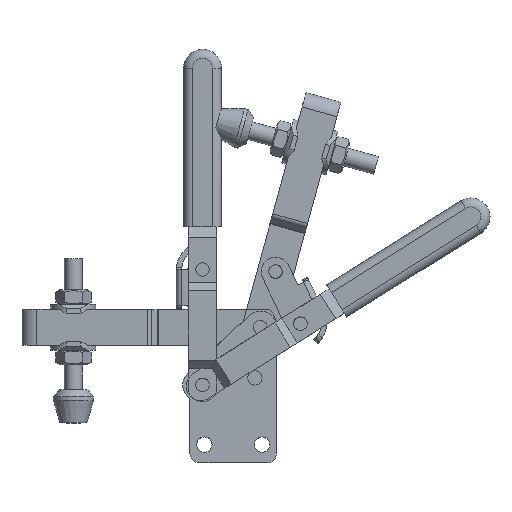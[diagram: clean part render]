
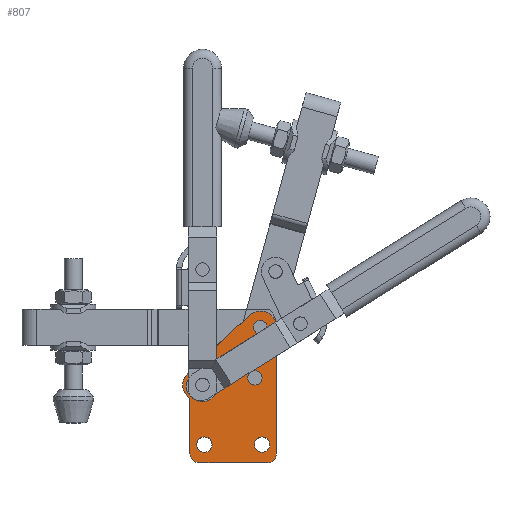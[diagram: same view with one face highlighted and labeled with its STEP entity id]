
A CAD part, top view. The second image highlights one B-rep face of the part: STEP entity #807.
In plain terms, the highlighted planar face has unit normal (0, 0, 1).
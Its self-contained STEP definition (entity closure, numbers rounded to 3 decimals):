
#598=CARTESIAN_POINT('',(27.921,37.812,7.5));
#599=DIRECTION('',(0.0,0.0,1.0));
#600=DIRECTION('',(1.0,0.0,0.0));
#601=AXIS2_PLACEMENT_3D('',#598,#599,#600);
#602=PLANE('',#601);
#603=CARTESIAN_POINT('',(9.482,53.993,7.5));
#604=VERTEX_POINT('',#603);
#605=CARTESIAN_POINT('',(3.548,53.993,7.5));
#606=VERTEX_POINT('',#605);
#607=CARTESIAN_POINT('',(9.482,53.993,7.5));
#608=DIRECTION('',(-1.0,0.0,0.0));
#609=VECTOR('',#608,5.934);
#610=LINE('',#607,#609);
#611=EDGE_CURVE('',#604,#606,#610,.T.);
#612=ORIENTED_EDGE('',*,*,#611,.F.);
#613=CARTESIAN_POINT('',(12.071,55.614,7.5));
#614=VERTEX_POINT('',#613);
#615=CARTESIAN_POINT('',(12.071,55.614,7.5));
#616=DIRECTION('',(-0.848,-0.531,0.0));
#617=VECTOR('',#616,3.056);
#618=LINE('',#615,#617);
#619=EDGE_CURVE('',#614,#604,#618,.T.);
#620=ORIENTED_EDGE('',*,*,#619,.F.);
#621=CARTESIAN_POINT('',(13.087,53.993,7.5));
#622=VERTEX_POINT('',#621);
#623=CARTESIAN_POINT('',(13.087,53.993,7.5));
#624=DIRECTION('',(-0.531,0.848,0.0));
#625=VECTOR('',#624,1.913);
#626=LINE('',#623,#625);
#627=EDGE_CURVE('',#622,#614,#626,.T.);
#628=ORIENTED_EDGE('',*,*,#627,.F.);
#629=CARTESIAN_POINT('',(15.,53.993,7.5));
#630=VERTEX_POINT('',#629);
#631=CARTESIAN_POINT('',(15.,53.993,7.5));
#632=DIRECTION('',(-1.0,0.0,0.0));
#633=VECTOR('',#632,1.913);
#634=LINE('',#631,#633);
#635=EDGE_CURVE('',#630,#622,#634,.T.);
#636=ORIENTED_EDGE('',*,*,#635,.F.);
#637=CARTESIAN_POINT('',(15.,50.937,7.5));
#638=VERTEX_POINT('',#637);
#639=CARTESIAN_POINT('',(15.,50.937,7.5));
#640=DIRECTION('',(0.0,1.0,0.0));
#641=VECTOR('',#640,3.056);
#642=LINE('',#639,#641);
#643=EDGE_CURVE('',#638,#630,#642,.T.);
#644=ORIENTED_EDGE('',*,*,#643,.F.);
#645=CARTESIAN_POINT('',(20.563,42.053,7.5));
#646=VERTEX_POINT('',#645);
#647=CARTESIAN_POINT('',(20.563,42.053,7.5));
#648=DIRECTION('',(-0.531,0.848,0.));
#649=VECTOR('',#648,10.482);
#650=LINE('',#647,#649);
#651=EDGE_CURVE('',#646,#638,#650,.T.);
#652=ORIENTED_EDGE('',*,*,#651,.F.);
#653=CARTESIAN_POINT('',(14.055,37.979,7.5));
#654=VERTEX_POINT('',#653);
#655=CARTESIAN_POINT('',(14.055,37.979,7.5));
#656=DIRECTION('',(0.848,0.531,0.));
#657=VECTOR('',#656,7.677);
#658=LINE('',#655,#657);
#659=EDGE_CURVE('',#654,#646,#658,.T.);
#660=ORIENTED_EDGE('',*,*,#659,.F.);
#661=CARTESIAN_POINT('',(2.606,35.065,7.5));
#662=VERTEX_POINT('',#661);
#663=CARTESIAN_POINT('',(7.0,41.75,7.5));
#664=DIRECTION('',(0.,0.,1.0));
#665=DIRECTION('',(0.707,-0.707,0.));
#666=AXIS2_PLACEMENT_3D('',#663,#664,#665);
#667=CIRCLE('',#666,8.0);
#668=EDGE_CURVE('',#662,#654,#667,.T.);
#669=ORIENTED_EDGE('',*,*,#668,.F.);
#670=CARTESIAN_POINT('',(-1.,46.315,7.5));
#671=VERTEX_POINT('',#670);
#672=CARTESIAN_POINT('',(5.941,42.337,7.5));
#673=DIRECTION('',(0.,0.,1.0));
#674=DIRECTION('',(-0.224,-0.975,0.));
#675=AXIS2_PLACEMENT_3D('',#672,#673,#674);
#676=CIRCLE('',#675,8.);
#677=EDGE_CURVE('',#671,#662,#676,.T.);
#678=ORIENTED_EDGE('',*,*,#677,.F.);
#679=CARTESIAN_POINT('',(-1.,49.712,7.5));
#680=VERTEX_POINT('',#679);
#681=CARTESIAN_POINT('',(-1.,49.712,7.5));
#682=DIRECTION('',(0.0,-1.0,0.0));
#683=VECTOR('',#682,3.397);
#684=LINE('',#681,#683);
#685=EDGE_CURVE('',#680,#671,#684,.T.);
#686=ORIENTED_EDGE('',*,*,#685,.F.);
#687=CARTESIAN_POINT('',(-1.168,49.554,7.5));
#688=VERTEX_POINT('',#687);
#689=CARTESIAN_POINT('',(-1.168,49.554,7.5));
#690=DIRECTION('',(0.728,0.685,0.0));
#691=VECTOR('',#690,0.231);
#692=LINE('',#689,#691);
#693=EDGE_CURVE('',#688,#680,#692,.T.);
#694=ORIENTED_EDGE('',*,*,#693,.F.);
#695=CARTESIAN_POINT('',(0.,35.517,7.5));
#696=VERTEX_POINT('',#695);
#697=CARTESIAN_POINT('',(5.,43.,7.5));
#698=DIRECTION('',(0.,0.,-1.0));
#699=DIRECTION('',(-0.685,0.728,0.));
#700=AXIS2_PLACEMENT_3D('',#697,#698,#699);
#701=CIRCLE('',#700,9.0);
#702=EDGE_CURVE('',#696,#688,#701,.T.);
#703=ORIENTED_EDGE('',*,*,#702,.F.);
#704=CARTESIAN_POINT('',(0.,5.,7.5));
#705=VERTEX_POINT('',#704);
#706=CARTESIAN_POINT('',(0.,5.,7.5));
#707=DIRECTION('',(0.0,1.0,0.0));
#708=VECTOR('',#707,30.517);
#709=LINE('',#706,#708);
#710=EDGE_CURVE('',#705,#696,#709,.T.);
#711=ORIENTED_EDGE('',*,*,#710,.F.);
#712=CARTESIAN_POINT('',(5.,0.,7.5));
#713=VERTEX_POINT('',#712);
#714=CARTESIAN_POINT('',(5.,5.,7.5));
#715=DIRECTION('',(0.0,0.0,-1.0));
#716=DIRECTION('',(-1.0,0.0,0.0));
#717=AXIS2_PLACEMENT_3D('',#714,#715,#716);
#718=CIRCLE('',#717,5.);
#719=EDGE_CURVE('',#713,#705,#718,.T.);
#720=ORIENTED_EDGE('',*,*,#719,.F.);
#721=CARTESIAN_POINT('',(43.,0.,7.5));
#722=VERTEX_POINT('',#721);
#723=CARTESIAN_POINT('',(43.,0.,7.5));
#724=DIRECTION('',(-1.0,0.0,0.0));
#725=VECTOR('',#724,38.);
#726=LINE('',#723,#725);
#727=EDGE_CURVE('',#722,#713,#726,.T.);
#728=ORIENTED_EDGE('',*,*,#727,.F.);
#729=CARTESIAN_POINT('',(48.,5.,7.5));
#730=VERTEX_POINT('',#729);
#731=CARTESIAN_POINT('',(43.,5.,7.5));
#732=DIRECTION('',(0.0,0.0,-1.0));
#733=DIRECTION('',(0.0,-1.0,0.0));
#734=AXIS2_PLACEMENT_3D('',#731,#732,#733);
#735=CIRCLE('',#734,5.0);
#736=EDGE_CURVE('',#730,#722,#735,.T.);
#737=ORIENTED_EDGE('',*,*,#736,.F.);
#738=CARTESIAN_POINT('',(48.0,75.,7.5));
#739=VERTEX_POINT('',#738);
#740=CARTESIAN_POINT('',(48.0,75.,7.5));
#741=DIRECTION('',(0.0,-1.0,0.0));
#742=VECTOR('',#741,70.0);
#743=LINE('',#740,#742);
#744=EDGE_CURVE('',#739,#730,#743,.T.);
#745=ORIENTED_EDGE('',*,*,#744,.F.);
#746=CARTESIAN_POINT('',(32.832,81.554,7.5));
#747=VERTEX_POINT('',#746);
#748=CARTESIAN_POINT('',(39.,75.,7.5));
#749=DIRECTION('',(0.0,0.0,-1.0));
#750=DIRECTION('',(1.0,0.0,0.0));
#751=AXIS2_PLACEMENT_3D('',#748,#749,#750);
#752=CIRCLE('',#751,9.0);
#753=EDGE_CURVE('',#747,#739,#752,.T.);
#754=ORIENTED_EDGE('',*,*,#753,.F.);
#755=CARTESIAN_POINT('',(3.548,53.993,7.5));
#756=DIRECTION('',(0.728,0.685,0.));
#757=VECTOR('',#756,40.214);
#758=LINE('',#755,#757);
#759=EDGE_CURVE('',#606,#747,#758,.T.);
#760=ORIENTED_EDGE('',*,*,#759,.F.);
#761=EDGE_LOOP('',(#612,#620,#628,#636,#644,#652,#660,#669,#678,#686,#694,#703,#711,#720,#728,#737,#745,#754,#760));
#762=FACE_OUTER_BOUND('',#761,.T.);
#763=CARTESIAN_POINT('',(40.0,47.,7.5));
#764=VERTEX_POINT('',#763);
#765=CARTESIAN_POINT('',(36.,47.,7.5));
#766=DIRECTION('',(0.0,0.0,-1.0));
#767=DIRECTION('',(-1.0,0.0,0.0));
#768=AXIS2_PLACEMENT_3D('',#765,#766,#767);
#769=CIRCLE('',#768,4.0);
#770=EDGE_CURVE('',#764,#764,#769,.T.);
#771=ORIENTED_EDGE('',*,*,#770,.T.);
#772=EDGE_LOOP('',(#771));
#773=FACE_BOUND('',#772,.T.);
#774=CARTESIAN_POINT('',(42.75,75.,7.5));
#775=VERTEX_POINT('',#774);
#776=CARTESIAN_POINT('',(39.,75.0,7.5));
#777=DIRECTION('',(0.0,0.0,1.0));
#778=DIRECTION('',(1.0,0.0,0.0));
#779=AXIS2_PLACEMENT_3D('',#776,#777,#778);
#780=CIRCLE('',#779,3.75);
#781=EDGE_CURVE('',#775,#775,#780,.T.);
#782=ORIENTED_EDGE('',*,*,#781,.F.);
#783=EDGE_LOOP('',(#782));
#784=FACE_BOUND('',#783,.T.);
#785=CARTESIAN_POINT('',(12.25,10.,7.5));
#786=VERTEX_POINT('',#785);
#787=CARTESIAN_POINT('',(8.,10.,7.5));
#788=DIRECTION('',(0.0,0.0,-1.0));
#789=DIRECTION('',(-1.0,0.0,0.0));
#790=AXIS2_PLACEMENT_3D('',#787,#788,#789);
#791=CIRCLE('',#790,4.25);
#792=EDGE_CURVE('',#786,#786,#791,.T.);
#793=ORIENTED_EDGE('',*,*,#792,.T.);
#794=EDGE_LOOP('',(#793));
#795=FACE_BOUND('',#794,.T.);
#796=CARTESIAN_POINT('',(44.25,10.,7.5));
#797=VERTEX_POINT('',#796);
#798=CARTESIAN_POINT('',(40.,10.,7.5));
#799=DIRECTION('',(0.0,0.0,-1.0));
#800=DIRECTION('',(-1.0,0.0,0.0));
#801=AXIS2_PLACEMENT_3D('',#798,#799,#800);
#802=CIRCLE('',#801,4.25);
#803=EDGE_CURVE('',#797,#797,#802,.T.);
#804=ORIENTED_EDGE('',*,*,#803,.T.);
#805=EDGE_LOOP('',(#804));
#806=FACE_BOUND('',#805,.T.);
#807=ADVANCED_FACE('',(#762,#773,#784,#795,#806),#602,.T.);
